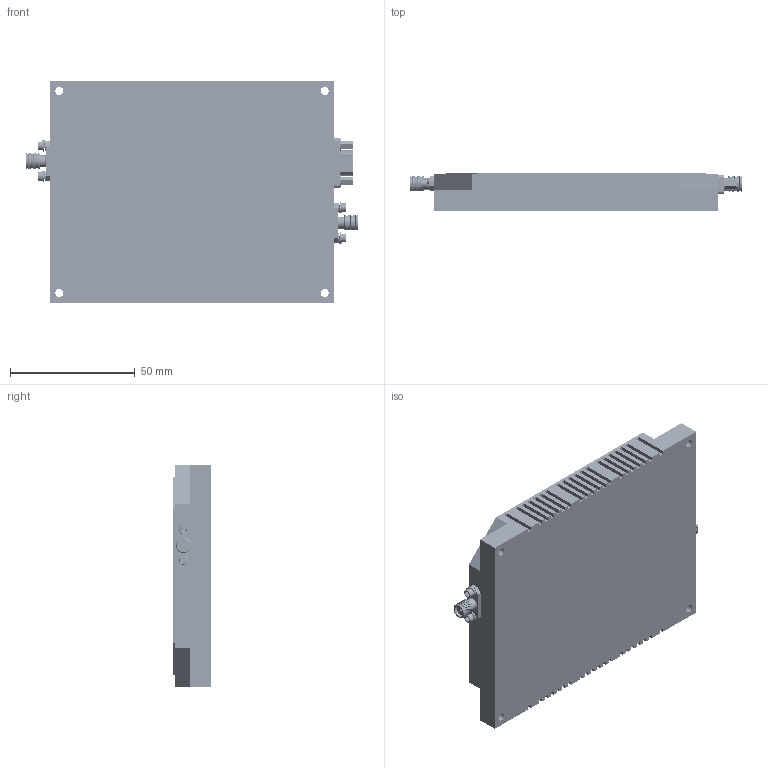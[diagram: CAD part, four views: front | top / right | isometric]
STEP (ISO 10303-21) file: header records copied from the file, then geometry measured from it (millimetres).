
FILE_DESCRIPTION (( 'STEP AP214' ), '1' );
FILE_NAME ('PE15A5077.STEP', '2020-05-26T15:30:18', ( '' ), ( '' ), 'SwSTEP 2.0', 'SolidWorks 2019', '' );
FILE_SCHEMA (( 'AUTOMOTIVE_DESIGN' ));
Length unit declared in the file: inch
Products named in the file (15): 92196A077 (73399) - SCREW, SHCS, SS, #2-56 X .250L_92196A077; A6034-1200; MDM-9P; SCREW STACK UP 2-56 x .250 long; 90945A705_MIL SPEC. 300 SERIES SS FLAT WASHER_90945A705; two-hole flange sma_Standard; MDM JACK POST_91075A512; MDM JACK POST LOCK_98449A500; PE15A5077; 92146A520_92146A520; B6034-1300; 96640A021_96640A021
Assembly tree (43 placements, depth 3):
  PE15A5077
    A6034-1200
    two-hole flange sma_Standard  x2
    B6034-1300
    96640A021_96640A021  x18
    MDM JACK POST_91075A512  x2
    MDM-9P
    MDM JACK POST LOCK_98449A500  x2
    SCREW STACK UP 2-56 x .250 long
      92196A077 (73399) - SCREW, SHCS, SS, #2-56 X .250L_92196A077
      92146A520_92146A520
      90945A705_MIL SPEC. 300 SERIES SS FLAT WASHER_90945A705
    SCREW STACK UP 2-56 x .250 long
      92196A077 (73399) - SCREW, SHCS, SS, #2-56 X .250L_92196A077
      92146A520_92146A520
      90945A705_MIL SPEC. 300 SERIES SS FLAT WASHER_90945A705
    SCREW STACK UP 2-56 x .250 long
      92196A077 (73399) - SCREW, SHCS, SS, #2-56 X .250L_92196A077
      92146A520_92146A520
      90945A705_MIL SPEC. 300 SERIES SS FLAT WASHER_90945A705
    SCREW STACK UP 2-56 x .250 long
      92196A077 (73399) - SCREW, SHCS, SS, #2-56 X .250L_92196A077
      92146A520_92146A520
      90945A705_MIL SPEC. 300 SERIES SS FLAT WASHER_90945A705
Bounding box: 133.26 x 15.49 x 88.9 mm (x, y, z)
Volume: 84211.5 mm3; surface area: 57831.1 mm2
Topology: 45 solids, 45 shells, 4025 faces, 10738 edges, 6971 vertices
Faces by surface type: plane 1805, cylinder 1117, bspline 506, cone 490, torus 107
Entity records: 126700 total; most frequent: CARTESIAN_POINT 46207, ORIENTED_EDGE 13532, DIRECTION 11083, EDGE_CURVE 6766, LINE 4579, VECTOR 4579, VERTEX_POINT 4453, AXIS2_PLACEMENT_3D 3252
